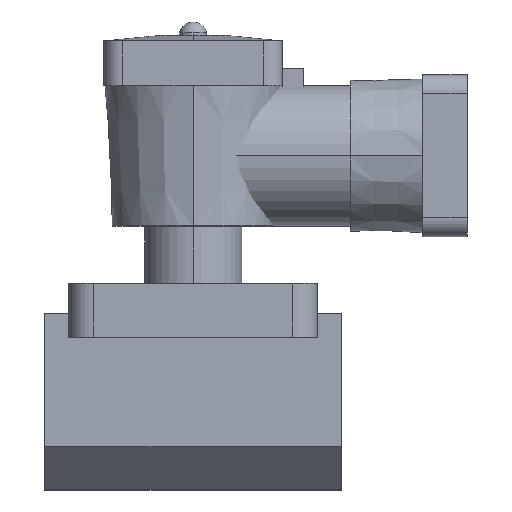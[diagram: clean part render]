
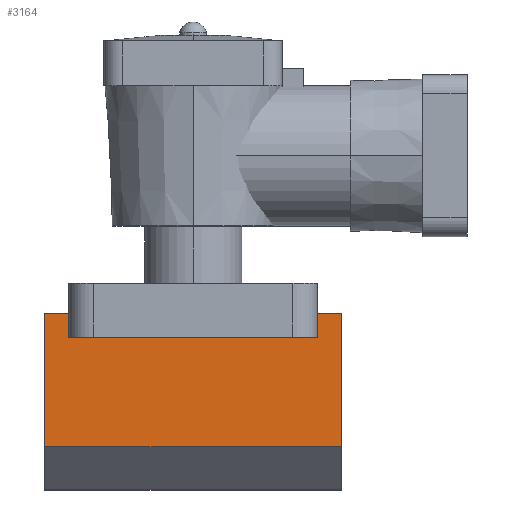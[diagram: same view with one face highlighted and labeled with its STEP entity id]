
A CAD part, top view. The second image highlights one B-rep face of the part: STEP entity #3164.
In plain terms, the highlighted planar face has unit normal (0, 0, 1).
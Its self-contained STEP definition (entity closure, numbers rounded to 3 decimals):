
#17 = PLANE ( 'NONE',  #3729 ) ;
#112 = VERTEX_POINT ( 'NONE', #428 ) ;
#146 = ORIENTED_EDGE ( 'NONE', *, *, #3582, .F. ) ;
#193 = DIRECTION ( 'NONE',  ( 1., 0., 0. ) ) ;
#199 = VERTEX_POINT ( 'NONE', #2893 ) ;
#203 = DIRECTION ( 'NONE',  ( 0., -1., 0. ) ) ;
#216 = VECTOR ( 'NONE', #203, 1000. ) ;
#256 = EDGE_LOOP ( 'NONE', ( #3320, #3167, #2956, #146, #3311, #2649, #2124, #2148 ) ) ;
#278 = CARTESIAN_POINT ( 'NONE',  ( 46., -24.8, 27.5 ) ) ;
#314 = DIRECTION ( 'NONE',  ( -1., 0., 0. ) ) ;
#339 = FACE_OUTER_BOUND ( 'NONE', #256, .T. ) ;
#369 = EDGE_CURVE ( 'NONE', #1346, #1311, #3599, .T. ) ;
#378 = CARTESIAN_POINT ( 'NONE',  ( 46., -33.8, 27.5 ) ) ;
#428 = CARTESIAN_POINT ( 'NONE',  ( -55., -74.3, 27.5 ) ) ;
#439 = LINE ( 'NONE', #1032, #952 ) ;
#460 = DIRECTION ( 'NONE',  ( -1., 0., 0. ) ) ;
#501 = CARTESIAN_POINT ( 'NONE',  ( -55., -24.8, 27.5 ) ) ;
#527 = CARTESIAN_POINT ( 'NONE',  ( -46., -33.8, 27.5 ) ) ;
#669 = VECTOR ( 'NONE', #314, 1000. ) ;
#682 = DIRECTION ( 'NONE',  ( 0., 1., 0. ) ) ;
#699 = VECTOR ( 'NONE', #460, 1000. ) ;
#780 = CARTESIAN_POINT ( 'NONE',  ( 55., -24.8, 27.5 ) ) ;
#782 = EDGE_CURVE ( 'NONE', #1435, #3566, #1844, .T. ) ;
#783 = LINE ( 'NONE', #2826, #699 ) ;
#787 = VERTEX_POINT ( 'NONE', #3665 ) ;
#900 = CARTESIAN_POINT ( 'NONE',  ( 55., -24.8, 27.5 ) ) ;
#952 = VECTOR ( 'NONE', #1011, 1000. ) ;
#1011 = DIRECTION ( 'NONE',  ( -1., 0., 0. ) ) ;
#1032 = CARTESIAN_POINT ( 'NONE',  ( 55., -24.8, 27.5 ) ) ;
#1052 = DIRECTION ( 'NONE',  ( 0., -1., 0. ) ) ;
#1131 = DIRECTION ( 'NONE',  ( 0., -1., 0. ) ) ;
#1192 = DIRECTION ( 'NONE',  ( 0., 1., 0. ) ) ;
#1264 = EDGE_CURVE ( 'NONE', #1311, #1435, #1636, .T. ) ;
#1311 = VERTEX_POINT ( 'NONE', #527 ) ;
#1346 = VERTEX_POINT ( 'NONE', #1967 ) ;
#1435 = VERTEX_POINT ( 'NONE', #2082 ) ;
#1636 = LINE ( 'NONE', #3456, #1748 ) ;
#1666 = EDGE_CURVE ( 'NONE', #199, #3325, #2843, .T. ) ;
#1748 = VECTOR ( 'NONE', #193, 1000. ) ;
#1844 = LINE ( 'NONE', #378, #1968 ) ;
#1949 = EDGE_CURVE ( 'NONE', #199, #3566, #783, .T. ) ;
#1967 = CARTESIAN_POINT ( 'NONE',  ( -46., -24.8, 27.5 ) ) ;
#1968 = VECTOR ( 'NONE', #682, 1000. ) ;
#1992 = EDGE_CURVE ( 'NONE', #1346, #787, #439, .T. ) ;
#2076 = VECTOR ( 'NONE', #1131, 1000. ) ;
#2082 = CARTESIAN_POINT ( 'NONE',  ( 46., -33.8, 27.5 ) ) ;
#2124 = ORIENTED_EDGE ( 'NONE', *, *, #782, .F. ) ;
#2148 = ORIENTED_EDGE ( 'NONE', *, *, #1264, .F. ) ;
#2385 = LINE ( 'NONE', #2938, #669 ) ;
#2401 = VECTOR ( 'NONE', #1052, 1000. ) ;
#2409 = DIRECTION ( 'NONE',  ( 0., 0., -1. ) ) ;
#2649 = ORIENTED_EDGE ( 'NONE', *, *, #1949, .T. ) ;
#2823 = CARTESIAN_POINT ( 'NONE',  ( -46., -33.8, 27.5 ) ) ;
#2826 = CARTESIAN_POINT ( 'NONE',  ( 55., -24.8, 27.5 ) ) ;
#2843 = LINE ( 'NONE', #780, #216 ) ;
#2893 = CARTESIAN_POINT ( 'NONE',  ( 55., -24.8, 27.5 ) ) ;
#2938 = CARTESIAN_POINT ( 'NONE',  ( 55., -74.3, 27.5 ) ) ;
#2956 = ORIENTED_EDGE ( 'NONE', *, *, #3068, .T. ) ;
#3068 = EDGE_CURVE ( 'NONE', #787, #112, #3733, .T. ) ;
#3164 = ADVANCED_FACE ( 'NONE', ( #339 ), #17, .F. ) ;
#3167 = ORIENTED_EDGE ( 'NONE', *, *, #1992, .T. ) ;
#3311 = ORIENTED_EDGE ( 'NONE', *, *, #1666, .F. ) ;
#3320 = ORIENTED_EDGE ( 'NONE', *, *, #369, .F. ) ;
#3325 = VERTEX_POINT ( 'NONE', #3336 ) ;
#3336 = CARTESIAN_POINT ( 'NONE',  ( 55., -74.3, 27.5 ) ) ;
#3456 = CARTESIAN_POINT ( 'NONE',  ( 46., -33.8, 27.5 ) ) ;
#3566 = VERTEX_POINT ( 'NONE', #278 ) ;
#3582 = EDGE_CURVE ( 'NONE', #3325, #112, #2385, .T. ) ;
#3599 = LINE ( 'NONE', #2823, #2076 ) ;
#3665 = CARTESIAN_POINT ( 'NONE',  ( -55., -24.8, 27.5 ) ) ;
#3729 = AXIS2_PLACEMENT_3D ( 'NONE', #900, #2409, #1192 ) ;
#3733 = LINE ( 'NONE', #501, #2401 ) ;
